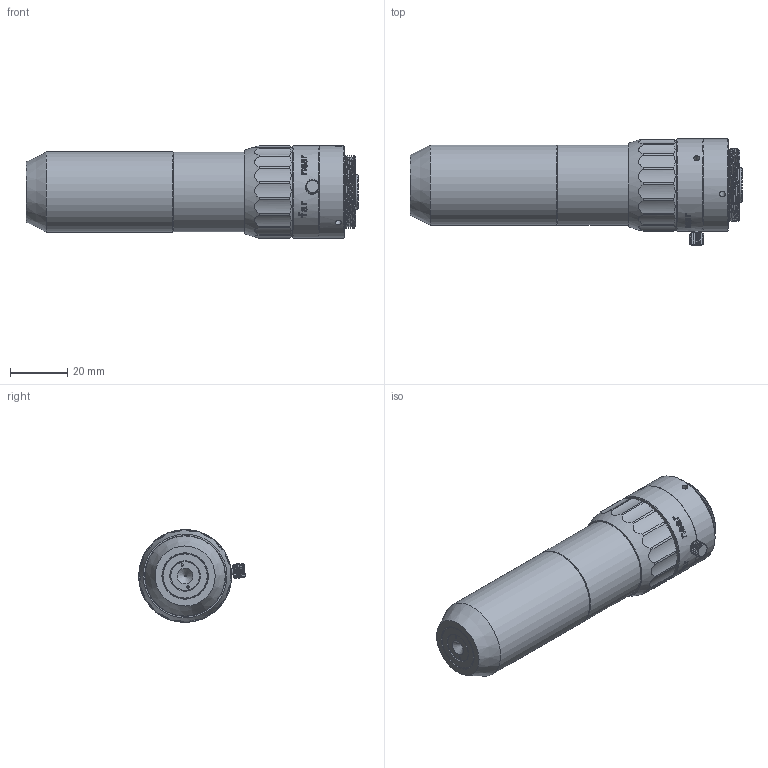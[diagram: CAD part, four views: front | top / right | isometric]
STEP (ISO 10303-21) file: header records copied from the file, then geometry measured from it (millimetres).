
FILE_DESCRIPTION (( 'STEP AP203' ), '1' );
FILE_NAME ('611001.STEP', '2022-05-17T03:53:29', ( '' ), ( '' ), 'SwSTEP 2.0', 'SolidWorks 2020', '' );
FILE_SCHEMA (( 'CONFIG_CONTROL_DESIGN' ));
Length unit declared in the file: millimetre
Products named in the file (1): 611001
Bounding box: 115.92 x 37.21 x 32.4 mm (x, y, z)
Volume: 104628.4 mm3; surface area: 39629.7 mm2
Topology: 20 solids, 20 shells, 541 faces, 1286 edges, 845 vertices
Faces by surface type: plane 215, cylinder 157, cone 100, bspline 52, torus 9, sphere 8
Full cylindrical faces by diameter (mm): 0.7 x1, 0.8 x2, 2 x13, 2.8 x3, 3.2 x3, 3.6 x1, 5.6 x2, 6 x1, 7.1 x1, 7.2 x3, 8 x1, 8.1 x1, 9 x2, 9.4 x1, 9.6 x2, 10 x2, 10.6 x2, 11.2 x1, 12 x2, 14 x2, 15.8 x7, 16.8 x1, 18.2 x1, 18.8 x1, 19.4 x1, 20 x1, 21.4 x2, 22.6 x1, 23.2 x1, 24 x1
Entity records: 24664 total; most frequent: CARTESIAN_POINT 13315, DIRECTION 2188, ORIENTED_EDGE 2168, EDGE_CURVE 1084, AXIS2_PLACEMENT_3D 870, VERTEX_POINT 787, EDGE_LOOP 763, FACE_OUTER_BOUND 627
